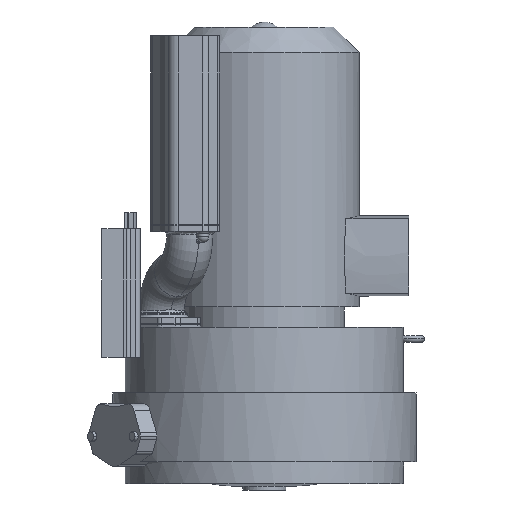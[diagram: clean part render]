
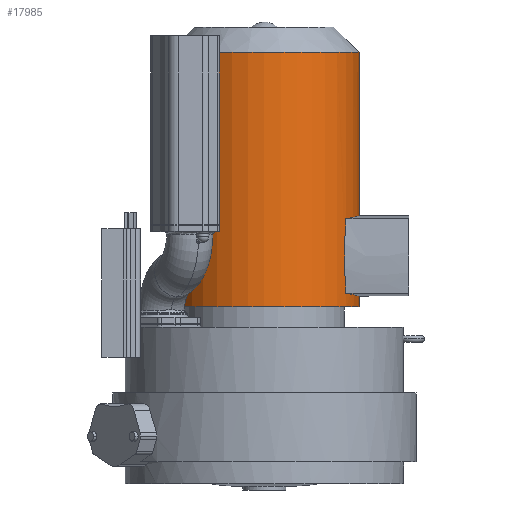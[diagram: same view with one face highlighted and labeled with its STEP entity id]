
A CAD part, front view. The second image highlights one B-rep face of the part: STEP entity #17985.
In plain terms, the highlighted cylindrical face has radius 132.325 mm (diameter 264.65 mm), a partial arc.
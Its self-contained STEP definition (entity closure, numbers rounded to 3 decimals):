
#245 = CARTESIAN_POINT ( 'NONE',  ( 124.105, -45.934, 137.53 ) ) ;
#650 = CARTESIAN_POINT ( 'NONE',  ( 124.608, -44.552, 137.417 ) ) ;
#708 = ORIENTED_EDGE ( 'NONE', *, *, #11282, .T. ) ;
#904 = VERTEX_POINT ( 'NONE', #8879 ) ;
#1025 = CARTESIAN_POINT ( 'NONE',  ( -132.325, 0., 476.4 ) ) ;
#1033 = DIRECTION ( 'NONE',  ( 0., 0., -1. ) ) ;
#1428 = DIRECTION ( 'NONE',  ( 0., 0., -1. ) ) ;
#1618 = CARTESIAN_POINT ( 'NONE',  ( 112.789, -69.203, 226.141 ) ) ;
#1889 = B_SPLINE_CURVE_WITH_KNOTS ( 'NONE', 3,
 ( #24634, #38854, #3066, #31016, #24836, #37007, #32669, #21666, #33815, #12274, #9278, #650, #245, #24435, #30818, #8532, #3655, #15661 ),
 .UNSPECIFIED., .F., .F.,
 ( 4, 2, 2, 2, 2, 2, 2, 2, 4 ),
 ( 0.088, 0.092, 0.097, 0.105, 0.123, 0.132, 0.136, 0.14, 0.158 ),
 .UNSPECIFIED. ) ;
#3066 = CARTESIAN_POINT ( 'NONE',  ( 132.3, -2.944, 135.53 ) ) ;
#3655 = CARTESIAN_POINT ( 'NONE',  ( 116.994, -62.105, 138.989 ) ) ;
#4736 = VERTEX_POINT ( 'NONE', #19911 ) ;
#5022 = CARTESIAN_POINT ( 'NONE',  ( 112.788, -69.204, 156.699 ) ) ;
#5226 = EDGE_LOOP ( 'NONE', ( #37672, #25658, #708, #30594, #32651, #27528, #37302, #36011 ) ) ;
#5450 = DIRECTION ( 'NONE',  ( 0., 0., -1. ) ) ;
#5769 = VECTOR ( 'NONE', #5450, 1000. ) ;
#7842 = CARTESIAN_POINT ( 'NONE',  ( 111.885, -70.652, 200.136 ) ) ;
#8352 = CARTESIAN_POINT ( 'NONE',  ( 129.964, -24.927, 246.676 ) ) ;
#8532 = CARTESIAN_POINT ( 'NONE',  ( 119.638, -56.846, 138.508 ) ) ;
#8543 = CARTESIAN_POINT ( 'NONE',  ( 131.937, -11.733, 247.181 ) ) ;
#8753 = CARTESIAN_POINT ( 'NONE',  ( 132.325, 0., 247.332 ) ) ;
#8879 = CARTESIAN_POINT ( 'NONE',  ( 132.325, 0., 247.332 ) ) ;
#9092 = EDGE_CURVE ( 'NONE', #30973, #25537, #38185, .T. ) ;
#9265 = VECTOR ( 'NONE', #1428, 1000. ) ;
#9278 = CARTESIAN_POINT ( 'NONE',  ( 126.044, -40.391, 137.092 ) ) ;
#11017 = CARTESIAN_POINT ( 'NONE',  ( 111.884, -70.653, 187.068 ) ) ;
#11282 = EDGE_CURVE ( 'NONE', #33895, #30973, #23627, .T. ) ;
#11935 = CARTESIAN_POINT ( 'NONE',  ( 129.083, -29.262, 246.46 ) ) ;
#12274 = CARTESIAN_POINT ( 'NONE',  ( 126.905, -37.596, 136.894 ) ) ;
#13907 = VERTEX_POINT ( 'NONE', #25582 ) ;
#13974 = CARTESIAN_POINT ( 'NONE',  ( -132.325, 0., 120.2 ) ) ;
#14541 = CARTESIAN_POINT ( 'NONE',  ( 124.085, -46.057, 245.305 ) ) ;
#14747 = CARTESIAN_POINT ( 'NONE',  ( 113.996, -67.193, 139.455 ) ) ;
#15248 = EDGE_CURVE ( 'NONE', #13907, #33895, #35900, .T. ) ;
#15578 = DIRECTION ( 'NONE',  ( 0., 0., -1. ) ) ;
#15661 = CARTESIAN_POINT ( 'NONE',  ( 113.996, -67.193, 139.455 ) ) ;
#16645 = LINE ( 'NONE', #28814, #9265 ) ;
#16648 = VERTEX_POINT ( 'NONE', #23593 ) ;
#17528 = CARTESIAN_POINT ( 'NONE',  ( 119.639, -56.838, 244.333 ) ) ;
#17985 = ADVANCED_FACE ( 'NONE', ( #17988 ), #21780, .T. ) ;
#17988 = FACE_OUTER_BOUND ( 'NONE', #5226, .T. ) ;
#18132 = CARTESIAN_POINT ( 'NONE',  ( 132.325, -5.864, 247.3 ) ) ;
#18387 = CARTESIAN_POINT ( 'NONE',  ( 0., 0., 461.2 ) ) ;
#18977 = CARTESIAN_POINT ( 'NONE',  ( 132.325, 0., 120.2 ) ) ;
#19726 = AXIS2_PLACEMENT_3D ( 'NONE', #33401, #21253, #25018 ) ;
#19911 = CARTESIAN_POINT ( 'NONE',  ( 132.325, 0., 135.508 ) ) ;
#20933 = CARTESIAN_POINT ( 'NONE',  ( 130.235, -23.473, 246.743 ) ) ;
#21253 = DIRECTION ( 'NONE',  ( 0., 0., 1. ) ) ;
#21666 = CARTESIAN_POINT ( 'NONE',  ( 130.366, -23.427, 136.068 ) ) ;
#21680 = VERTEX_POINT ( 'NONE', #14747 ) ;
#21780 = CYLINDRICAL_SURFACE ( 'NONE', #31781, 132.325 ) ;
#23451 = EDGE_CURVE ( 'NONE', #16648, #904, #38280, .T. ) ;
#23593 = CARTESIAN_POINT ( 'NONE',  ( 113.996, -67.192, 243.385 ) ) ;
#23627 = LINE ( 'NONE', #35794, #5769 ) ;
#23799 = AXIS2_PLACEMENT_3D ( 'NONE', #25459, #35026, #29233 ) ;
#24435 = CARTESIAN_POINT ( 'NONE',  ( 123.052, -48.686, 137.764 ) ) ;
#24625 = CARTESIAN_POINT ( 'NONE',  ( 132.325, 0., 461.2 ) ) ;
#24634 = CARTESIAN_POINT ( 'NONE',  ( 132.325, 0., 135.508 ) ) ;
#24836 = CARTESIAN_POINT ( 'NONE',  ( 132.127, -7.379, 135.592 ) ) ;
#25018 = DIRECTION ( 'NONE',  ( -1., 0., 0. ) ) ;
#25459 = CARTESIAN_POINT ( 'NONE',  ( 0., 0., 476.4 ) ) ;
#25537 = VERTEX_POINT ( 'NONE', #18977 ) ;
#25582 = CARTESIAN_POINT ( 'NONE',  ( 132.325, 0., 476.4 ) ) ;
#25658 = ORIENTED_EDGE ( 'NONE', *, *, #15248, .T. ) ;
#26197 = CARTESIAN_POINT ( 'NONE',  ( 111.93, -70.58, 182.716 ) ) ;
#26396 = CARTESIAN_POINT ( 'NONE',  ( 113.996, -67.193, 139.455 ) ) ;
#26593 = CARTESIAN_POINT ( 'NONE',  ( 112.113, -70.289, 174.028 ) ) ;
#26707 = CARTESIAN_POINT ( 'NONE',  ( 130.951, -19.075, 246.924 ) ) ;
#26905 = CARTESIAN_POINT ( 'NONE',  ( 117.008, -62.083, 243.853 ) ) ;
#27506 = CARTESIAN_POINT ( 'NONE',  ( 123.041, -48.777, 245.071 ) ) ;
#27528 = ORIENTED_EDGE ( 'NONE', *, *, #28796, .T. ) ;
#27584 = EDGE_CURVE ( 'NONE', #13907, #904, #16645, .T. ) ;
#28126 = EDGE_CURVE ( 'NONE', #21680, #16648, #33374, .T. ) ;
#28796 = EDGE_CURVE ( 'NONE', #4736, #21680, #1889, .T. ) ;
#28814 = CARTESIAN_POINT ( 'NONE',  ( 132.325, 0., 461.2 ) ) ;
#29233 = DIRECTION ( 'NONE',  ( -1., 0., 0. ) ) ;
#29583 = CARTESIAN_POINT ( 'NONE',  ( 113.32, -68.34, 234.776 ) ) ;
#30099 = CARTESIAN_POINT ( 'NONE',  ( 125.993, -40.549, 245.736 ) ) ;
#30493 = CARTESIAN_POINT ( 'NONE',  ( 113.996, -67.192, 243.385 ) ) ;
#30594 = ORIENTED_EDGE ( 'NONE', *, *, #9092, .T. ) ;
#30738 = DIRECTION ( 'NONE',  ( -1., 0., 0. ) ) ;
#30810 = LINE ( 'NONE', #24625, #33123 ) ;
#30818 = CARTESIAN_POINT ( 'NONE',  ( 122.501, -50.057, 137.887 ) ) ;
#30973 = VERTEX_POINT ( 'NONE', #13974 ) ;
#31016 = CARTESIAN_POINT ( 'NONE',  ( 132.202, -5.898, 135.568 ) ) ;
#31781 = AXIS2_PLACEMENT_3D ( 'NONE', #18387, #15578, #30738 ) ;
#32651 = ORIENTED_EDGE ( 'NONE', *, *, #35163, .F. ) ;
#32669 = CARTESIAN_POINT ( 'NONE',  ( 131.536, -14.721, 135.763 ) ) ;
#33123 = VECTOR ( 'NONE', #1033, 1000. ) ;
#33374 = B_SPLINE_CURVE_WITH_KNOTS ( 'NONE', 3,
 ( #26396, #34985, #5022, #35177, #26593, #26197, #11017, #7842, #38168, #1618, #29583, #38360 ),
 .UNSPECIFIED., .F., .F.,
 ( 4, 2, 2, 2, 2, 4 ),
 ( 0., 0.026, 0.039, 0.052, 0.078, 0.104 ),
 .UNSPECIFIED. ) ;
#33401 = CARTESIAN_POINT ( 'NONE',  ( 0., 0., 120.2 ) ) ;
#33815 = CARTESIAN_POINT ( 'NONE',  ( 129.207, -29.145, 136.354 ) ) ;
#33895 = VERTEX_POINT ( 'NONE', #1025 ) ;
#34985 = CARTESIAN_POINT ( 'NONE',  ( 113.321, -68.338, 148.065 ) ) ;
#35026 = DIRECTION ( 'NONE',  ( 0., 0., -1. ) ) ;
#35163 = EDGE_CURVE ( 'NONE', #4736, #25537, #30810, .T. ) ;
#35177 = CARTESIAN_POINT ( 'NONE',  ( 112.25, -70.072, 169.691 ) ) ;
#35794 = CARTESIAN_POINT ( 'NONE',  ( -132.325, 0., 461.2 ) ) ;
#35870 = CARTESIAN_POINT ( 'NONE',  ( 130.729, -20.547, 246.867 ) ) ;
#35900 = CIRCLE ( 'NONE', #23799, 132.325 ) ;
#36011 = ORIENTED_EDGE ( 'NONE', *, *, #23451, .T. ) ;
#36075 = CARTESIAN_POINT ( 'NONE',  ( 126.856, -37.761, 245.935 ) ) ;
#37007 = CARTESIAN_POINT ( 'NONE',  ( 131.831, -11.797, 135.682 ) ) ;
#37302 = ORIENTED_EDGE ( 'NONE', *, *, #28126, .T. ) ;
#37672 = ORIENTED_EDGE ( 'NONE', *, *, #27584, .F. ) ;
#38168 = CARTESIAN_POINT ( 'NONE',  ( 112.071, -70.359, 208.822 ) ) ;
#38185 = CIRCLE ( 'NONE', #19726, 132.325 ) ;
#38280 = B_SPLINE_CURVE_WITH_KNOTS ( 'NONE', 3,
 ( #30493, #26905, #17528, #27506, #14541, #30099, #36075, #39261, #11935, #8352, #20933, #35870, #26707, #8543, #18132, #8753 ),
 .UNSPECIFIED., .F., .F.,
 ( 4, 2, 2, 2, 2, 2, 2, 4 ),
 ( 0., 0.018, 0.026, 0.035, 0.044, 0.048, 0.053, 0.07 ),
 .UNSPECIFIED. ) ;
#38360 = CARTESIAN_POINT ( 'NONE',  ( 113.996, -67.192, 243.385 ) ) ;
#38854 = CARTESIAN_POINT ( 'NONE',  ( 132.325, -1.47, 135.516 ) ) ;
#39261 = CARTESIAN_POINT ( 'NONE',  ( 128.401, -32.118, 246.297 ) ) ;
